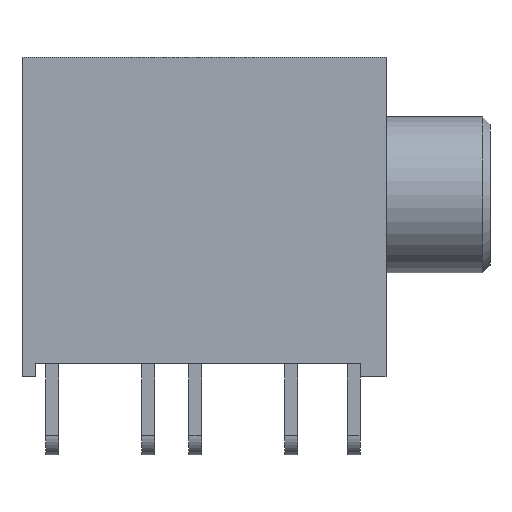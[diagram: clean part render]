
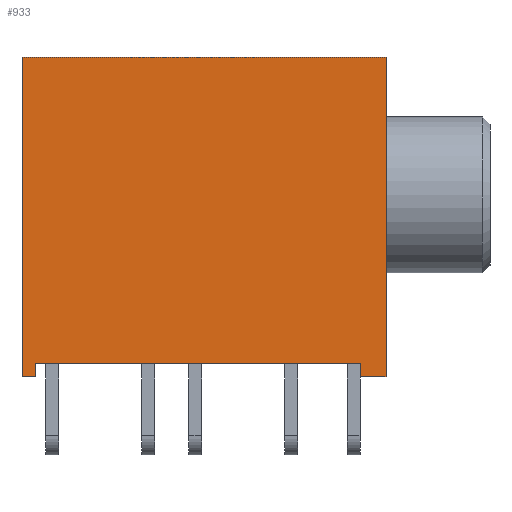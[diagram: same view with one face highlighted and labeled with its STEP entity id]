
A CAD part, front view. The second image highlights one B-rep face of the part: STEP entity #933.
In plain terms, the highlighted planar face has unit normal (0, -1, 0).
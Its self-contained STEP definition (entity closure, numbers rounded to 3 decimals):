
#87=FACE_OUTER_BOUND('',#148,.T.);
#148=EDGE_LOOP('',(#740,#741,#742,#743,#744,#745,#746,#747));
#233=LINE('',#1478,#333);
#236=LINE('',#1484,#336);
#238=LINE('',#1491,#338);
#240=LINE('',#1496,#340);
#241=LINE('',#1497,#341);
#242=LINE('',#1499,#342);
#243=LINE('',#1501,#343);
#244=LINE('',#1502,#344);
#333=VECTOR('',#1205,10.);
#336=VECTOR('',#1210,10.);
#338=VECTOR('',#1216,10.);
#340=VECTOR('',#1220,10.);
#341=VECTOR('',#1221,10.);
#342=VECTOR('',#1222,10.);
#343=VECTOR('',#1223,10.);
#344=VECTOR('',#1224,10.);
#443=VERTEX_POINT('',#1471);
#446=VERTEX_POINT('',#1476);
#447=VERTEX_POINT('',#1480);
#451=VERTEX_POINT('',#1489);
#452=VERTEX_POINT('',#1494);
#453=VERTEX_POINT('',#1495);
#454=VERTEX_POINT('',#1498);
#455=VERTEX_POINT('',#1500);
#547=EDGE_CURVE('',#446,#443,#233,.T.);
#550=EDGE_CURVE('',#447,#443,#236,.T.);
#553=EDGE_CURVE('',#451,#446,#238,.T.);
#555=EDGE_CURVE('',#452,#453,#240,.T.);
#556=EDGE_CURVE('',#453,#447,#241,.T.);
#557=EDGE_CURVE('',#451,#454,#242,.T.);
#558=EDGE_CURVE('',#454,#455,#243,.T.);
#559=EDGE_CURVE('',#455,#452,#244,.T.);
#740=ORIENTED_EDGE('',*,*,#555,.T.);
#741=ORIENTED_EDGE('',*,*,#556,.T.);
#742=ORIENTED_EDGE('',*,*,#550,.T.);
#743=ORIENTED_EDGE('',*,*,#547,.F.);
#744=ORIENTED_EDGE('',*,*,#553,.F.);
#745=ORIENTED_EDGE('',*,*,#557,.T.);
#746=ORIENTED_EDGE('',*,*,#558,.T.);
#747=ORIENTED_EDGE('',*,*,#559,.T.);
#881=PLANE('',#1026);
#933=ADVANCED_FACE('',(#87),#881,.T.);
#1026=AXIS2_PLACEMENT_3D('',#1493,#1218,#1219);
#1205=DIRECTION('',(1.,0.,0.));
#1210=DIRECTION('',(0.,0.,1.));
#1216=DIRECTION('',(0.,0.,1.));
#1218=DIRECTION('center_axis',(0.,-1.,0.));
#1219=DIRECTION('ref_axis',(1.,0.,0.));
#1220=DIRECTION('',(0.,0.,-1.));
#1221=DIRECTION('',(1.,0.,0.));
#1222=DIRECTION('',(1.,0.,0.));
#1223=DIRECTION('',(0.,0.,1.));
#1224=DIRECTION('',(1.,0.,0.));
#1471=CARTESIAN_POINT('',(7.,-4.1,12.3));
#1476=CARTESIAN_POINT('',(-7.,-4.1,12.3));
#1478=CARTESIAN_POINT('',(-7.,-4.1,12.3));
#1480=CARTESIAN_POINT('',(7.,-4.1,0.));
#1484=CARTESIAN_POINT('',(7.,-4.1,0.));
#1489=CARTESIAN_POINT('',(-7.,-4.1,0.));
#1491=CARTESIAN_POINT('',(-7.,-4.1,0.));
#1493=CARTESIAN_POINT('Origin',(-7.,-4.1,0.));
#1494=CARTESIAN_POINT('',(6.,-4.1,0.5));
#1495=CARTESIAN_POINT('',(6.,-4.1,0.));
#1496=CARTESIAN_POINT('',(6.,-4.1,0.));
#1497=CARTESIAN_POINT('',(-7.,-4.1,0.));
#1498=CARTESIAN_POINT('',(-6.5,-4.1,0.));
#1499=CARTESIAN_POINT('',(-7.,-4.1,0.));
#1500=CARTESIAN_POINT('',(-6.5,-4.1,0.5));
#1501=CARTESIAN_POINT('',(-6.5,-4.1,0.));
#1502=CARTESIAN_POINT('',(-3.625,-4.1,0.5));
